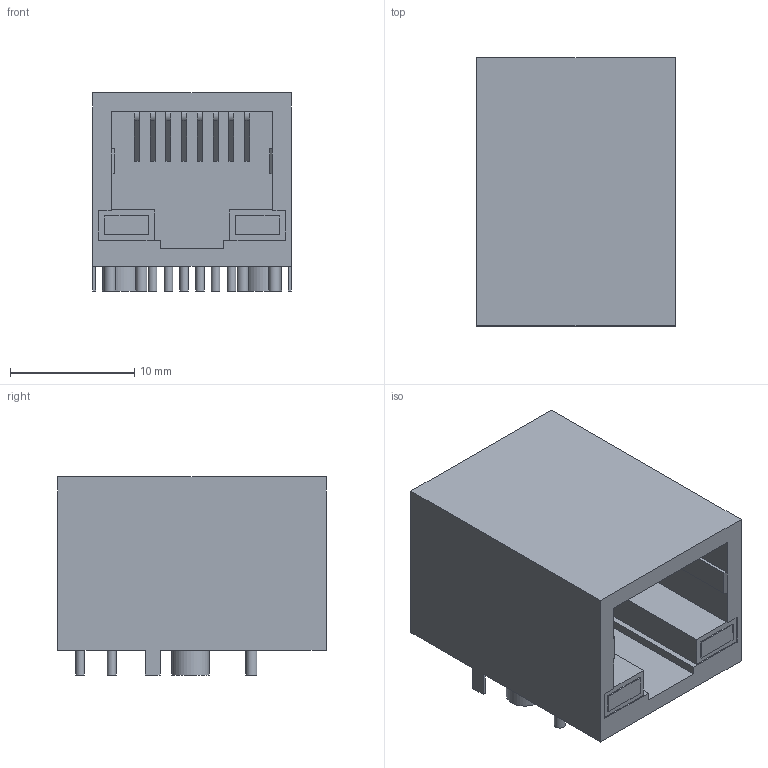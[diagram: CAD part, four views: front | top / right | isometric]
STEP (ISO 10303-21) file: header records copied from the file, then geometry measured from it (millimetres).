
FILE_DESCRIPTION(/* description */ (''),/* implementation_level */ '2;1');
FILE_NAME(/* name */ 'Component''HANRUN HR911105A.stp',/* time_stamp */ '2020-09-14T13:25:42+03:00',/* author */ ('perevozchikovaa'),/* organization */ (''),/* preprocessor_version */ 'ST-DEVELOPER v17.2',/* originating_system */ 'Autodesk Inventor 2019',/* authorisation */ '');
FILE_SCHEMA (('AUTOMOTIVE_DESIGN { 1 0 10303 214 3 1 1 }'));
Length unit declared in the file: millimetre
Products named in the file (3): HANRUN HR911105H; body; contact
Assembly tree (9 placements, depth 2):
  HANRUN HR911105H
    body
    contact  x8
Bounding box: 16 x 21.6 x 15.95 mm (x, y, z)
Volume: 2947.7 mm3; surface area: 2739.9 mm2
Topology: 9 solids, 9 shells, 181 faces, 438 edges, 292 vertices
Faces by surface type: plane 143, cylinder 22, bspline 16
Full cylindrical faces by diameter (mm): 0.7 x8, 0.9 x4, 3 x2
Entity records: 3061 total; most frequent: CARTESIAN_POINT 567, DIRECTION 472, ORIENTED_EDGE 456, EDGE_CURVE 228, LINE 194, VECTOR 194, VERTEX_POINT 152, AXIS2_PLACEMENT_3D 139
